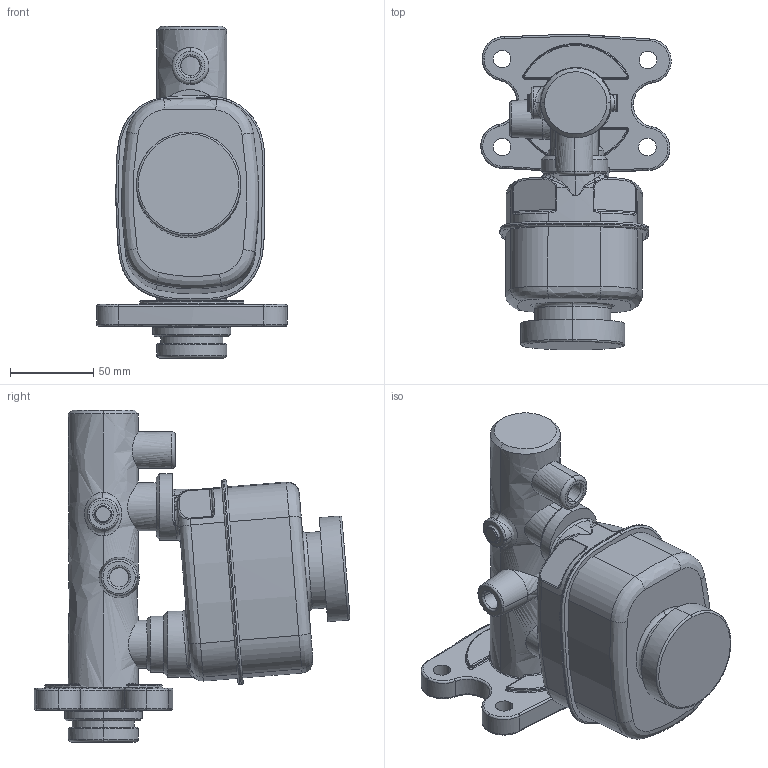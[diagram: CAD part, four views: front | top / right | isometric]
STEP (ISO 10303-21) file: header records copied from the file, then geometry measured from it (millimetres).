
FILE_DESCRIPTION(('FreeCAD Model'),'2;1');
FILE_NAME('Open CASCADE Shape Model','2025-05-04T09:58:34',('FreeCAD'),( 'FreeCAD'),'Open CASCADE STEP processor 7.6','FreeCAD','Unknown');
FILE_SCHEMA(('AUTOMOTIVE_DESIGN { 1 0 10303 214 1 1 1 1 }'));
Length unit declared in the file: millimetre
Products named in the file (1): Open CASCADE STEP translator 7.6 1
Bounding box: 114.44 x 189.85 x 199.54 mm (x, y, z)
Volume: 1094749.7 mm3; surface area: 108874.6 mm2
Topology: 1 solids, 1 shells, 303 faces, 705 edges, 415 vertices
Faces by surface type: bspline 303
Entity records: 14185 total; most frequent: CARTESIAN_POINT 10360, ORIENTED_EDGE 1402, EDGE_CURVE 701, VERTEX_POINT 415, FACE_BOUND 328, EDGE_LOOP 328, ADVANCED_FACE 303, B_SPLINE_CURVE_WITH_KNOTS 287
